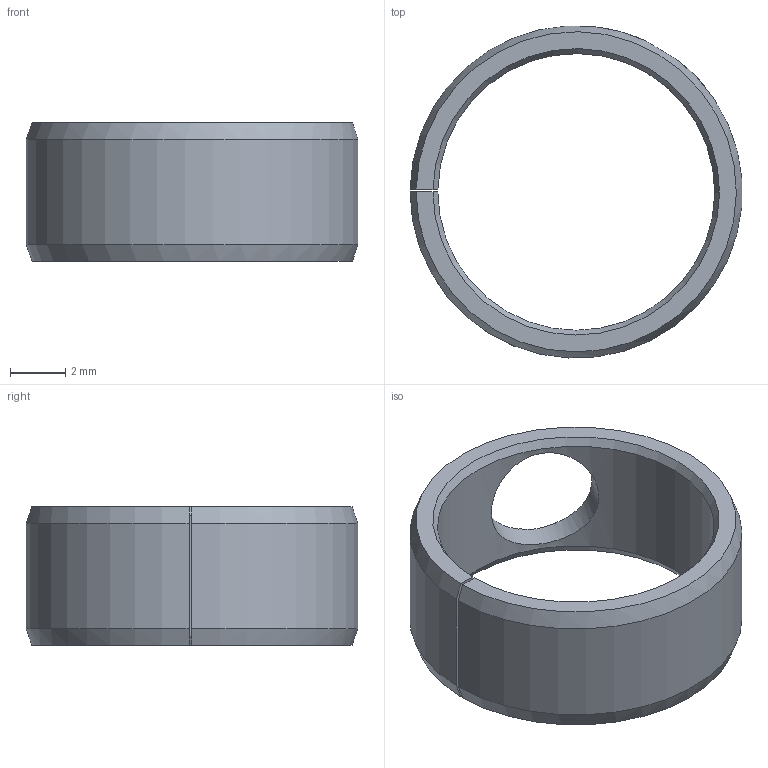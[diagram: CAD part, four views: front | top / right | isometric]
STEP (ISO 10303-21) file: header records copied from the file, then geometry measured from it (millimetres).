
FILE_DESCRIPTION(('STEP AP203'),'1');
FILE_NAME('440-POM1005LMB.stp','2016-09-20T19:54:17',(' '),(' '),'Spatial InterOp 3D',' ',' ');
FILE_SCHEMA(('CONFIG_CONTROL_DESIGN'));
Length unit declared in the file: metre
Products named in the file (2): 440-POM105LMB
Assembly tree (1 placements, depth 2):
  (unnamed)
    440-POM105LMB
Bounding box: 11.98 x 11.98 x 5 mm (x, y, z)
Volume: 153 mm3; surface area: 388.7 mm2
Topology: 1 solids, 1 shells, 12 faces, 33 edges, 22 vertices
Faces by surface type: cylinder 4, cone 4, plane 4
Full cylindrical faces by diameter (mm): 4 x1
Entity records: 576 total; most frequent: CARTESIAN_POINT 175, DIRECTION 64, ORIENTED_EDGE 62, EDGE_CURVE 31, AXIS2_PLACEMENT_3D 24, VERTEX_POINT 21, LINE 16, VECTOR 16
